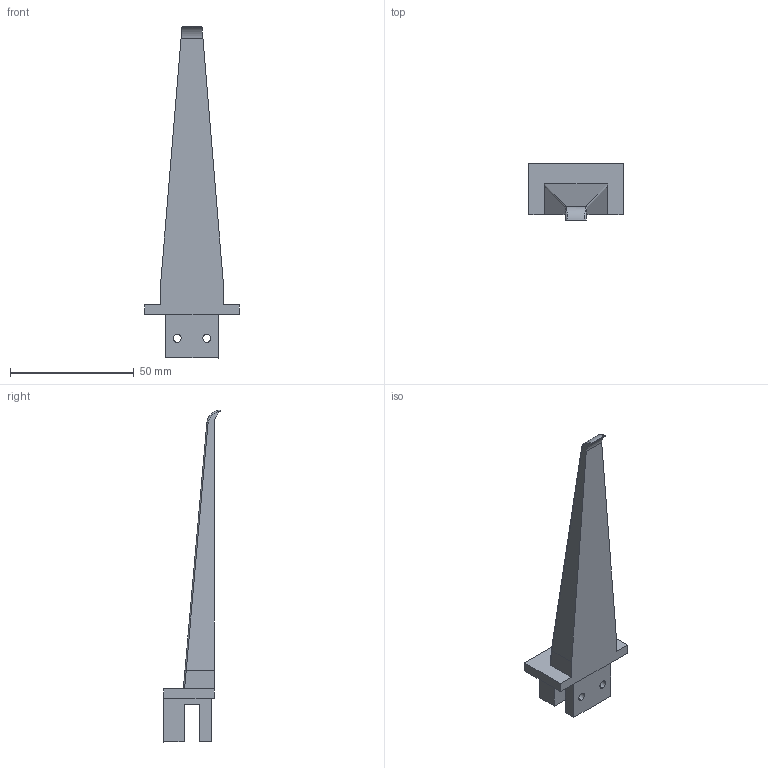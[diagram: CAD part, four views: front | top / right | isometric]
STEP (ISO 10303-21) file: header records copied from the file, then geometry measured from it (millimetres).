
FILE_DESCRIPTION (( 'STEP AP214' ), '1' );
FILE_NAME ('one_finger_backing.STEP', '2025-03-10T22:16:20', ( '' ), ( '' ), 'SwSTEP 2.0', 'SolidWorks 2024', '' );
FILE_SCHEMA (( 'AUTOMOTIVE_DESIGN' ));
Length unit declared in the file: millimetre
Products named in the file (1): one_finger_backing
Bounding box: 38.1 x 23 x 134 mm (x, y, z)
Volume: 24227.1 mm3; surface area: 9466.3 mm2
Topology: 1 solids, 1 shells, 42 faces, 114 edges, 76 vertices
Faces by surface type: plane 22, cylinder 18, bspline 2
Entity records: 1425 total; most frequent: CARTESIAN_POINT 353, ORIENTED_EDGE 228, DIRECTION 202, EDGE_CURVE 114, VERTEX_POINT 76, LINE 72, VECTOR 72, AXIS2_PLACEMENT_3D 65
